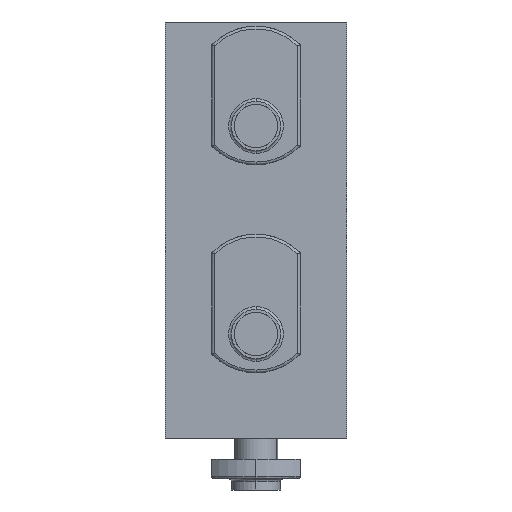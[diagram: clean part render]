
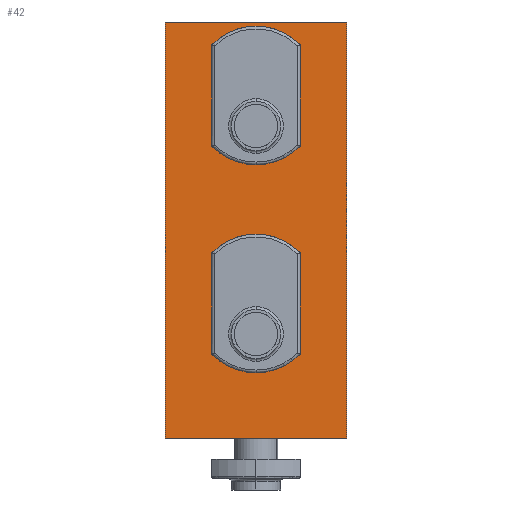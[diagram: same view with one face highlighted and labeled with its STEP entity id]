
A CAD part, front view. The second image highlights one B-rep face of the part: STEP entity #42.
In plain terms, the highlighted planar face has unit normal (0, -1, 0).
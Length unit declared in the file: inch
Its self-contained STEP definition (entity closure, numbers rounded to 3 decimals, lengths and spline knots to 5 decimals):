
#6 = ORIENTED_EDGE ( 'NONE', *, *, #323, .T. ) ;
#9 = ORIENTED_EDGE ( 'NONE', *, *, #2175, .F. ) ;
#42 = ADVANCED_FACE ( 'NONE', ( #628, #629, #630 ), #631, .T. ) ;
#61 = VERTEX_POINT ( 'NONE', #841 ) ;
#118 = EDGE_CURVE ( 'NONE', #2159, #270, #1366, .T. ) ;
#141 = ORIENTED_EDGE ( 'NONE', *, *, #118, .F. ) ;
#162 = EDGE_CURVE ( 'NONE', #2169, #61, #489, .T. ) ;
#173 = EDGE_LOOP ( 'NONE', ( #141, #9 ) ) ;
#202 = VERTEX_POINT ( 'NONE', #828 ) ;
#232 = EDGE_CURVE ( 'NONE', #2139, #202, #1006, .T. ) ;
#267 = ORIENTED_EDGE ( 'NONE', *, *, #162, .T. ) ;
#270 = VERTEX_POINT ( 'NONE', #1198 ) ;
#273 = ORIENTED_EDGE ( 'NONE', *, *, #232, .F. ) ;
#323 = EDGE_CURVE ( 'NONE', #626, #2169, #1375, .T. ) ;
#352 = EDGE_LOOP ( 'NONE', ( #273, #2177 ) ) ;
#423 = CIRCLE ( 'NONE', #424, 0.164 ) ;
#424 = AXIS2_PLACEMENT_3D ( 'NONE', #425, #426, #427 ) ;
#425 = CARTESIAN_POINT ( 'NONE',  ( 0., 0., 0.75 ) ) ;
#426 = DIRECTION ( 'NONE',  ( 0., -1., 0. ) ) ;
#427 = DIRECTION ( 'NONE',  ( 0., 0., -1. ) ) ;
#489 = LINE ( 'NONE', #490, #491 ) ;
#490 = CARTESIAN_POINT ( 'NONE',  ( -0.655, 0., 0. ) ) ;
#491 = VECTOR ( 'NONE', #492, 39.37008 ) ;
#492 = DIRECTION ( 'NONE',  ( 1., 0., 0. ) ) ;
#526 = CARTESIAN_POINT ( 'NONE',  ( 0., 0., 2.086 ) ) ;
#571 = CARTESIAN_POINT ( 'NONE',  ( -0.655, 0., 3. ) ) ;
#573 = CARTESIAN_POINT ( 'NONE',  ( -0.655, 0., 0. ) ) ;
#601 = CIRCLE ( 'NONE', #602, 0.164 ) ;
#602 = AXIS2_PLACEMENT_3D ( 'NONE', #603, #604, #605 ) ;
#603 = CARTESIAN_POINT ( 'NONE',  ( 0., 0., 2.25 ) ) ;
#604 = DIRECTION ( 'NONE',  ( 0., -1., 0. ) ) ;
#605 = DIRECTION ( 'NONE',  ( 0., 0., -1. ) ) ;
#626 = VERTEX_POINT ( 'NONE', #571 ) ;
#628 = FACE_BOUND ( 'NONE', #173, .T. ) ;
#629 = FACE_BOUND ( 'NONE', #352, .T. ) ;
#630 = FACE_OUTER_BOUND ( 'NONE', #2160, .T. ) ;
#631 = PLANE ( 'NONE',  #632 ) ;
#632 = AXIS2_PLACEMENT_3D ( 'NONE', #633, #634, #635 ) ;
#633 = CARTESIAN_POINT ( 'NONE',  ( -0.655, 0., 3. ) ) ;
#634 = DIRECTION ( 'NONE',  ( 0., -1., 0. ) ) ;
#635 = DIRECTION ( 'NONE',  ( 0., 0., -1. ) ) ;
#655 = LINE ( 'NONE', #656, #657 ) ;
#656 = CARTESIAN_POINT ( 'NONE',  ( -0.655, 0., 3. ) ) ;
#657 = VECTOR ( 'NONE', #658, 39.37008 ) ;
#658 = DIRECTION ( 'NONE',  ( 1., 0., 0. ) ) ;
#828 = CARTESIAN_POINT ( 'NONE',  ( 0., 0., 0.914 ) ) ;
#830 = EDGE_CURVE ( 'NONE', #626, #1655, #655, .T. ) ;
#841 = CARTESIAN_POINT ( 'NONE',  ( 0.655, 0., 0. ) ) ;
#896 = CARTESIAN_POINT ( 'NONE',  ( 0., 0., 0.586 ) ) ;
#1006 = CIRCLE ( 'NONE', #1007, 0.164 ) ;
#1007 = AXIS2_PLACEMENT_3D ( 'NONE', #1008, #1009, #1010 ) ;
#1008 = CARTESIAN_POINT ( 'NONE',  ( 0., 0., 0.75 ) ) ;
#1009 = DIRECTION ( 'NONE',  ( 0., -1., 0. ) ) ;
#1010 = DIRECTION ( 'NONE',  ( 0., 0., -1. ) ) ;
#1175 = ORIENTED_EDGE ( 'NONE', *, *, #830, .F. ) ;
#1198 = CARTESIAN_POINT ( 'NONE',  ( 0., 0., 2.414 ) ) ;
#1240 = CARTESIAN_POINT ( 'NONE',  ( 0.655, 0., 3. ) ) ;
#1348 = LINE ( 'NONE', #1349, #1350 ) ;
#1349 = CARTESIAN_POINT ( 'NONE',  ( 0.655, 0., 3. ) ) ;
#1350 = VECTOR ( 'NONE', #1351, 39.37008 ) ;
#1351 = DIRECTION ( 'NONE',  ( 0., 0., -1. ) ) ;
#1366 = CIRCLE ( 'NONE', #1367, 0.164 ) ;
#1367 = AXIS2_PLACEMENT_3D ( 'NONE', #1368, #1369, #1370 ) ;
#1368 = CARTESIAN_POINT ( 'NONE',  ( 0., 0., 2.25 ) ) ;
#1369 = DIRECTION ( 'NONE',  ( 0., -1., 0. ) ) ;
#1370 = DIRECTION ( 'NONE',  ( 0., 0., -1. ) ) ;
#1375 = LINE ( 'NONE', #1376, #1377 ) ;
#1376 = CARTESIAN_POINT ( 'NONE',  ( -0.655, 0., 3. ) ) ;
#1377 = VECTOR ( 'NONE', #1378, 39.37008 ) ;
#1378 = DIRECTION ( 'NONE',  ( 0., 0., -1. ) ) ;
#1655 = VERTEX_POINT ( 'NONE', #1240 ) ;
#1867 = EDGE_CURVE ( 'NONE', #1655, #61, #1348, .T. ) ;
#2139 = VERTEX_POINT ( 'NONE', #896 ) ;
#2140 = ORIENTED_EDGE ( 'NONE', *, *, #1867, .F. ) ;
#2150 = EDGE_CURVE ( 'NONE', #202, #2139, #423, .T. ) ;
#2159 = VERTEX_POINT ( 'NONE', #526 ) ;
#2160 = EDGE_LOOP ( 'NONE', ( #2140, #1175, #6, #267 ) ) ;
#2169 = VERTEX_POINT ( 'NONE', #573 ) ;
#2175 = EDGE_CURVE ( 'NONE', #270, #2159, #601, .T. ) ;
#2177 = ORIENTED_EDGE ( 'NONE', *, *, #2150, .F. ) ;
